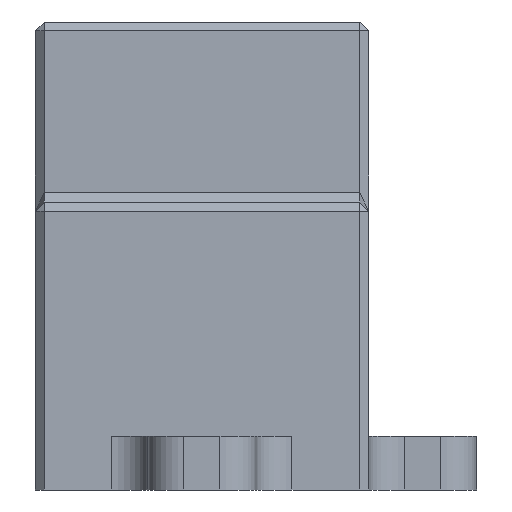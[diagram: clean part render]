
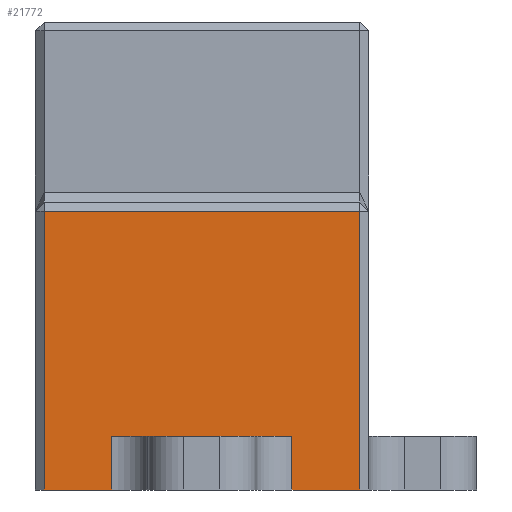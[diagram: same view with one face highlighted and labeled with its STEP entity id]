
A CAD part, left-side view. The second image highlights one B-rep face of the part: STEP entity #21772.
In plain terms, the highlighted planar face has unit normal (-1, 0, 0).
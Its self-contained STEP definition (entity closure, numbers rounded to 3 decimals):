
#46=PLANE('',#23405);
#1622=FACE_OUTER_BOUND('',#3217,.T.);
#3217=EDGE_LOOP('',(#15655,#15656,#15657,#15658,#15659,#15660,#15661,#15662));
#4812=LINE('',#31370,#7861);
#4816=LINE('',#31386,#7865);
#4846=LINE('',#31474,#7895);
#4847=LINE('',#31477,#7896);
#4848=LINE('',#31478,#7897);
#4849=LINE('',#31480,#7898);
#4850=LINE('',#31482,#7899);
#4851=LINE('',#31483,#7900);
#7861=VECTOR('',#25040,10.);
#7865=VECTOR('',#25052,10.);
#7895=VECTOR('',#25140,10.);
#7896=VECTOR('',#25143,10.);
#7897=VECTOR('',#25144,10.);
#7898=VECTOR('',#25145,10.);
#7899=VECTOR('',#25146,10.);
#7900=VECTOR('',#25147,10.);
#10961=VERTEX_POINT('',#31367);
#10962=VERTEX_POINT('',#31369);
#10969=VERTEX_POINT('',#31383);
#10970=VERTEX_POINT('',#31385);
#10999=VERTEX_POINT('',#31472);
#11000=VERTEX_POINT('',#31476);
#11001=VERTEX_POINT('',#31479);
#11002=VERTEX_POINT('',#31481);
#12476=EDGE_CURVE('',#10961,#10962,#4812,.T.);
#12484=EDGE_CURVE('',#10969,#10970,#4816,.T.);
#12529=EDGE_CURVE('',#10999,#10969,#4846,.T.);
#12530=EDGE_CURVE('',#10999,#11000,#4847,.T.);
#12531=EDGE_CURVE('',#10962,#11000,#4848,.T.);
#12532=EDGE_CURVE('',#11001,#10961,#4849,.T.);
#12533=EDGE_CURVE('',#11002,#11001,#4850,.T.);
#12534=EDGE_CURVE('',#10970,#11002,#4851,.T.);
#15655=ORIENTED_EDGE('',*,*,#12529,.F.);
#15656=ORIENTED_EDGE('',*,*,#12530,.T.);
#15657=ORIENTED_EDGE('',*,*,#12531,.F.);
#15658=ORIENTED_EDGE('',*,*,#12476,.F.);
#15659=ORIENTED_EDGE('',*,*,#12532,.F.);
#15660=ORIENTED_EDGE('',*,*,#12533,.F.);
#15661=ORIENTED_EDGE('',*,*,#12534,.F.);
#15662=ORIENTED_EDGE('',*,*,#12484,.F.);
#21772=ADVANCED_FACE('',(#1622),#46,.T.);
#23405=AXIS2_PLACEMENT_3D('',#31475,#25141,#25142);
#25040=DIRECTION('',(0.,1.,0.));
#25052=DIRECTION('',(0.,1.,0.));
#25140=DIRECTION('',(0.,0.,-1.));
#25141=DIRECTION('center_axis',(-1.,0.,0.));
#25142=DIRECTION('ref_axis',(0.,0.,1.));
#25143=DIRECTION('',(0.,-1.,0.));
#25144=DIRECTION('',(0.,0.,1.));
#25145=DIRECTION('',(0.,0.,-1.));
#25146=DIRECTION('',(0.,-1.,0.));
#25147=DIRECTION('',(0.,0.,1.));
#31367=CARTESIAN_POINT('',(-31.,-17.,-19.3));
#31369=CARTESIAN_POINT('',(-31.,-9.5,-19.3));
#31370=CARTESIAN_POINT('',(-31.,-17.,-19.3));
#31383=CARTESIAN_POINT('',(-31.,10.5,-19.3));
#31385=CARTESIAN_POINT('',(-31.,18.,-19.3));
#31386=CARTESIAN_POINT('',(-31.,-17.,-19.3));
#31472=CARTESIAN_POINT('',(-31.,10.5,-13.3));
#31474=CARTESIAN_POINT('',(-31.,10.5,-5.8));
#31475=CARTESIAN_POINT('Origin',(-31.,-17.,7.7));
#31476=CARTESIAN_POINT('',(-31.,-9.5,-13.3));
#31477=CARTESIAN_POINT('',(-31.,-8.25,-13.3));
#31478=CARTESIAN_POINT('',(-31.,-9.5,-5.8));
#31479=CARTESIAN_POINT('',(-31.,-17.,11.7));
#31480=CARTESIAN_POINT('',(-31.,-17.,7.7));
#31481=CARTESIAN_POINT('',(-31.,18.,11.7));
#31482=CARTESIAN_POINT('',(-31.,-2.,11.7));
#31483=CARTESIAN_POINT('',(-31.,18.,7.7));
